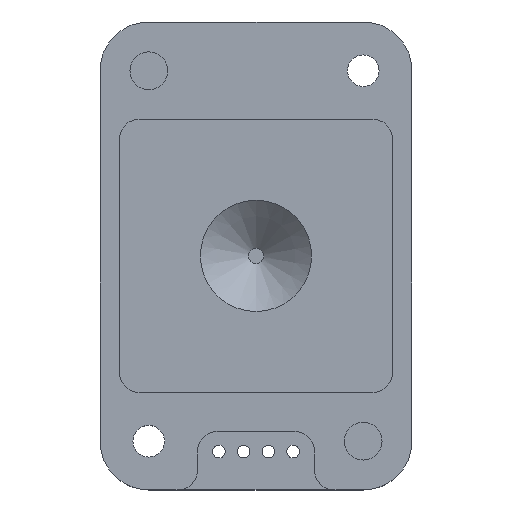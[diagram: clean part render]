
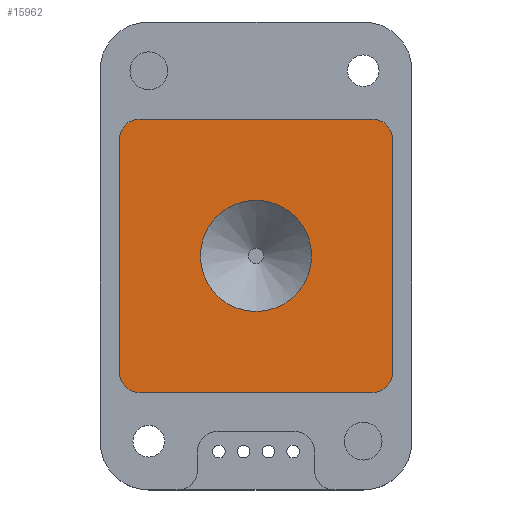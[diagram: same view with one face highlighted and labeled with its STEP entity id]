
A CAD part, top view. The second image highlights one B-rep face of the part: STEP entity #15962.
In plain terms, the highlighted planar face has unit normal (0, 0, 1).
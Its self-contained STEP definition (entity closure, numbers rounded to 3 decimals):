
#762=FACE_BOUND('',#3023,.T.);
#1351=PLANE('',#17394);
#2168=FACE_OUTER_BOUND('',#3022,.T.);
#3022=EDGE_LOOP('',(#14715,#14716,#14717,#14718,#14719,#14720,#14721,#14722));
#3023=EDGE_LOOP('',(#14723));
#4727=LINE('',#26062,#6460);
#4730=LINE('',#26068,#6463);
#4731=LINE('',#26072,#6464);
#4732=LINE('',#26076,#6465);
#6460=VECTOR('',#21592,10.);
#6463=VECTOR('',#21597,10.);
#6464=VECTOR('',#21600,10.);
#6465=VECTOR('',#21603,10.);
#6944=CIRCLE('',#17357,2.852);
#6963=CIRCLE('',#17391,1.);
#6965=CIRCLE('',#17395,1.);
#6966=CIRCLE('',#17396,1.);
#6967=CIRCLE('',#17397,1.);
#8309=VERTEX_POINT('',#25969);
#8336=VERTEX_POINT('',#26052);
#8337=VERTEX_POINT('',#26053);
#8340=VERTEX_POINT('',#26061);
#8342=VERTEX_POINT('',#26067);
#8343=VERTEX_POINT('',#26069);
#8344=VERTEX_POINT('',#26071);
#8345=VERTEX_POINT('',#26073);
#8346=VERTEX_POINT('',#26075);
#10437=EDGE_CURVE('',#8309,#8309,#6944,.T.);
#10478=EDGE_CURVE('',#8336,#8337,#6963,.T.);
#10482=EDGE_CURVE('',#8337,#8340,#4727,.T.);
#10485=EDGE_CURVE('',#8342,#8336,#4730,.T.);
#10486=EDGE_CURVE('',#8343,#8342,#6965,.T.);
#10487=EDGE_CURVE('',#8344,#8343,#4731,.T.);
#10488=EDGE_CURVE('',#8345,#8344,#6966,.T.);
#10489=EDGE_CURVE('',#8346,#8345,#4732,.T.);
#10490=EDGE_CURVE('',#8340,#8346,#6967,.T.);
#14715=ORIENTED_EDGE('',*,*,#10478,.F.);
#14716=ORIENTED_EDGE('',*,*,#10485,.F.);
#14717=ORIENTED_EDGE('',*,*,#10486,.F.);
#14718=ORIENTED_EDGE('',*,*,#10487,.F.);
#14719=ORIENTED_EDGE('',*,*,#10488,.F.);
#14720=ORIENTED_EDGE('',*,*,#10489,.F.);
#14721=ORIENTED_EDGE('',*,*,#10490,.F.);
#14722=ORIENTED_EDGE('',*,*,#10482,.F.);
#14723=ORIENTED_EDGE('',*,*,#10437,.T.);
#15962=ADVANCED_FACE('',(#2168,#762),#1351,.T.);
#17357=AXIS2_PLACEMENT_3D('',#25970,#21494,#21495);
#17391=AXIS2_PLACEMENT_3D('',#26054,#21584,#21585);
#17394=AXIS2_PLACEMENT_3D('',#26066,#21595,#21596);
#17395=AXIS2_PLACEMENT_3D('',#26070,#21598,#21599);
#17396=AXIS2_PLACEMENT_3D('',#26074,#21601,#21602);
#17397=AXIS2_PLACEMENT_3D('',#26077,#21604,#21605);
#21494=DIRECTION('center_axis',(0.,0.,-1.));
#21495=DIRECTION('ref_axis',(0.,1.,0.));
#21584=DIRECTION('center_axis',(0.,0.,-1.));
#21585=DIRECTION('ref_axis',(0.707,-0.707,0.));
#21592=DIRECTION('',(-1.,0.,0.));
#21595=DIRECTION('center_axis',(0.,0.,1.));
#21596=DIRECTION('ref_axis',(1.,0.,0.));
#21597=DIRECTION('',(0.,-1.,0.));
#21598=DIRECTION('center_axis',(0.,0.,-1.));
#21599=DIRECTION('ref_axis',(0.707,0.707,0.));
#21600=DIRECTION('',(1.,0.,0.));
#21601=DIRECTION('center_axis',(0.,0.,-1.));
#21602=DIRECTION('ref_axis',(-0.707,0.707,0.));
#21603=DIRECTION('',(0.,1.,0.));
#21604=DIRECTION('center_axis',(0.,0.,-1.));
#21605=DIRECTION('ref_axis',(-0.707,-0.707,0.));
#25969=CARTESIAN_POINT('',(0.,-2.852,4.4));
#25970=CARTESIAN_POINT('Origin',(0.,0.,4.4));
#26052=CARTESIAN_POINT('',(7.,-6.,4.4));
#26053=CARTESIAN_POINT('',(6.,-7.,4.4));
#26054=CARTESIAN_POINT('Origin',(6.,-6.,4.4));
#26061=CARTESIAN_POINT('',(-6.,-7.,4.4));
#26062=CARTESIAN_POINT('',(-3.5,-7.,4.4));
#26066=CARTESIAN_POINT('Origin',(0.,0.,4.4));
#26067=CARTESIAN_POINT('',(7.,6.,4.4));
#26068=CARTESIAN_POINT('',(7.,-3.5,4.4));
#26069=CARTESIAN_POINT('',(6.,7.,4.4));
#26070=CARTESIAN_POINT('Origin',(6.,6.,4.4));
#26071=CARTESIAN_POINT('',(-6.,7.,4.4));
#26072=CARTESIAN_POINT('',(3.5,7.,4.4));
#26073=CARTESIAN_POINT('',(-7.,6.,4.4));
#26074=CARTESIAN_POINT('Origin',(-6.,6.,4.4));
#26075=CARTESIAN_POINT('',(-7.,-6.,4.4));
#26076=CARTESIAN_POINT('',(-7.,3.5,4.4));
#26077=CARTESIAN_POINT('Origin',(-6.,-6.,4.4));
